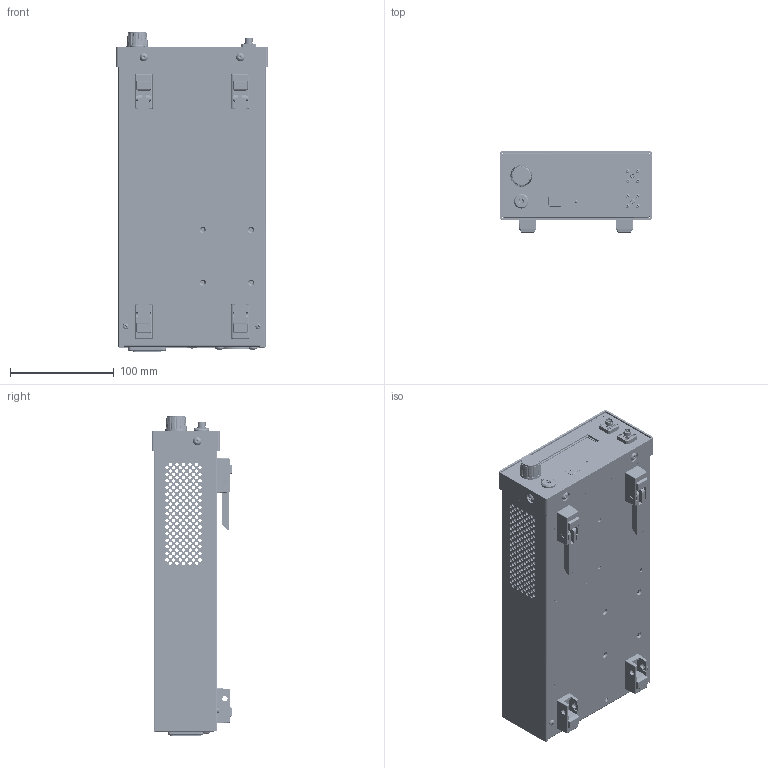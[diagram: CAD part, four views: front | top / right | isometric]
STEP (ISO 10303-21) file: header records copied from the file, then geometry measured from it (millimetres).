
FILE_DESCRIPTION (( 'STEP AP214' ), '1' );
FILE_NAME ('YDFA-SM-E0W.STEP', '2018-01-04T16:33:36', ( '' ), ( '' ), 'SwSTEP 2.0', 'SolidWorks 2016', '' );
FILE_SCHEMA (( 'AUTOMOTIVE_DESIGN' ));
Length unit declared in the file: inch
Products named in the file (1): YDFA-SM-E0W
Bounding box: 146.96 x 77.94 x 309.11 mm (x, y, z)
Surface area: 431730.5 mm2 (no closed solid volume)
Topology: 0 solids, 285 shells, 8824 faces, 22721 edges, 14769 vertices
Faces by surface type: plane 4480, cylinder 2086, bspline 1723, cone 319, torus 132, sphere 84
Entity records: 465333 total; most frequent: CARTESIAN_POINT 139266, ORIENTED_EDGE 45222, DIRECTION 37929, EDGE_CURVE 22651, VERTEX_POINT 14769, VECTOR 13929, LINE 13929, AXIS2_PLACEMENT_3D 12000
